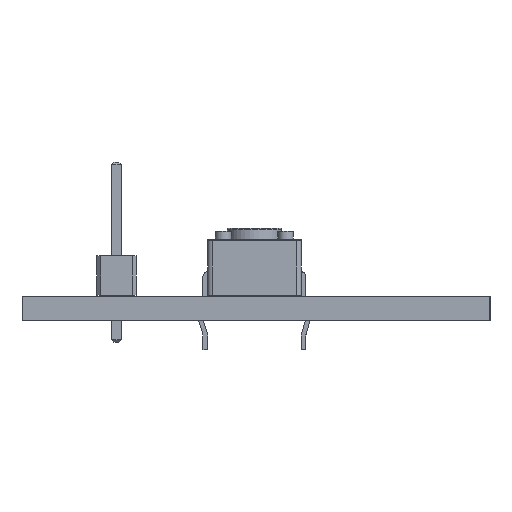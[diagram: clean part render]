
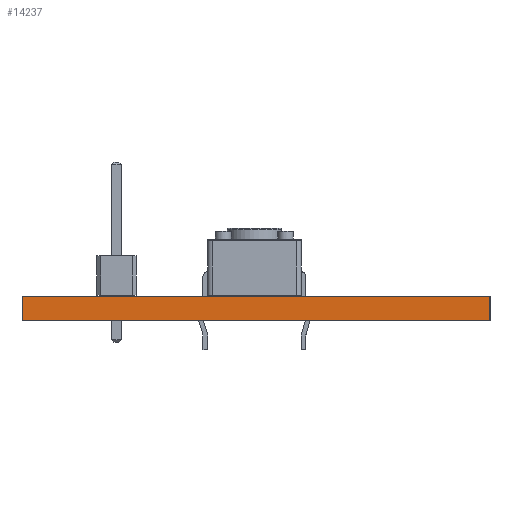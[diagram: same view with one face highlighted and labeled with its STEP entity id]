
A CAD part, left-side view. The second image highlights one B-rep face of the part: STEP entity #14237.
In plain terms, the highlighted planar face has unit normal (-1, 0, 0).
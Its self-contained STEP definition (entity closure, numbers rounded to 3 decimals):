
#14056 = PLANE('',#14057);
#14057 = AXIS2_PLACEMENT_3D('',#14058,#14059,#14060);
#14058 = CARTESIAN_POINT('',(165.,-95.,0.));
#14059 = DIRECTION('',(0.,-1.,0.));
#14060 = DIRECTION('',(-1.,0.,0.));
#14081 = VERTEX_POINT('',#14082);
#14082 = CARTESIAN_POINT('',(115.,-95.,1.58));
#14096 = PLANE('',#14097);
#14097 = AXIS2_PLACEMENT_3D('',#14098,#14099,#14100);
#14098 = CARTESIAN_POINT('',(140.,-80.,1.58));
#14099 = DIRECTION('',(-0.,-0.,-1.));
#14100 = DIRECTION('',(-1.,0.,0.));
#14108 = EDGE_CURVE('',#14109,#14081,#14111,.T.);
#14109 = VERTEX_POINT('',#14110);
#14110 = CARTESIAN_POINT('',(115.,-95.,0.));
#14111 = SURFACE_CURVE('',#14112,(#14116,#14123),.PCURVE_S1.);
#14112 = LINE('',#14113,#14114);
#14113 = CARTESIAN_POINT('',(115.,-95.,0.));
#14114 = VECTOR('',#14115,1.);
#14115 = DIRECTION('',(0.,0.,1.));
#14116 = PCURVE('',#14056,#14117);
#14117 = DEFINITIONAL_REPRESENTATION('',(#14118),#14122);
#14118 = LINE('',#14119,#14120);
#14119 = CARTESIAN_POINT('',(50.,0.));
#14120 = VECTOR('',#14121,1.);
#14121 = DIRECTION('',(0.,-1.));
#14122 = ( GEOMETRIC_REPRESENTATION_CONTEXT(2) 
PARAMETRIC_REPRESENTATION_CONTEXT() REPRESENTATION_CONTEXT('2D SPACE',''
  ) );
#14123 = PCURVE('',#14124,#14129);
#14124 = PLANE('',#14125);
#14125 = AXIS2_PLACEMENT_3D('',#14126,#14127,#14128);
#14126 = CARTESIAN_POINT('',(115.,-95.,0.));
#14127 = DIRECTION('',(-1.,0.,0.));
#14128 = DIRECTION('',(0.,1.,0.));
#14129 = DEFINITIONAL_REPRESENTATION('',(#14130),#14134);
#14130 = LINE('',#14131,#14132);
#14131 = CARTESIAN_POINT('',(0.,0.));
#14132 = VECTOR('',#14133,1.);
#14133 = DIRECTION('',(0.,-1.));
#14134 = ( GEOMETRIC_REPRESENTATION_CONTEXT(2) 
PARAMETRIC_REPRESENTATION_CONTEXT() REPRESENTATION_CONTEXT('2D SPACE',''
  ) );
#14150 = PLANE('',#14151);
#14151 = AXIS2_PLACEMENT_3D('',#14152,#14153,#14154);
#14152 = CARTESIAN_POINT('',(140.,-80.,0.));
#14153 = DIRECTION('',(-0.,-0.,-1.));
#14154 = DIRECTION('',(-1.,0.,0.));
#14183 = PLANE('',#14184);
#14184 = AXIS2_PLACEMENT_3D('',#14185,#14186,#14187);
#14185 = CARTESIAN_POINT('',(115.,-65.,0.));
#14186 = DIRECTION('',(0.,1.,0.));
#14187 = DIRECTION('',(1.,0.,0.));
#14237 = ADVANCED_FACE('',(#14238),#14124,.T.);
#14238 = FACE_BOUND('',#14239,.T.);
#14239 = EDGE_LOOP('',(#14240,#14241,#14264,#14287));
#14240 = ORIENTED_EDGE('',*,*,#14108,.T.);
#14241 = ORIENTED_EDGE('',*,*,#14242,.T.);
#14242 = EDGE_CURVE('',#14081,#14243,#14245,.T.);
#14243 = VERTEX_POINT('',#14244);
#14244 = CARTESIAN_POINT('',(115.,-65.,1.58));
#14245 = SURFACE_CURVE('',#14246,(#14250,#14257),.PCURVE_S1.);
#14246 = LINE('',#14247,#14248);
#14247 = CARTESIAN_POINT('',(115.,-95.,1.58));
#14248 = VECTOR('',#14249,1.);
#14249 = DIRECTION('',(0.,1.,0.));
#14250 = PCURVE('',#14124,#14251);
#14251 = DEFINITIONAL_REPRESENTATION('',(#14252),#14256);
#14252 = LINE('',#14253,#14254);
#14253 = CARTESIAN_POINT('',(0.,-1.58));
#14254 = VECTOR('',#14255,1.);
#14255 = DIRECTION('',(1.,0.));
#14256 = ( GEOMETRIC_REPRESENTATION_CONTEXT(2) 
PARAMETRIC_REPRESENTATION_CONTEXT() REPRESENTATION_CONTEXT('2D SPACE',''
  ) );
#14257 = PCURVE('',#14096,#14258);
#14258 = DEFINITIONAL_REPRESENTATION('',(#14259),#14263);
#14259 = LINE('',#14260,#14261);
#14260 = CARTESIAN_POINT('',(25.,-15.));
#14261 = VECTOR('',#14262,1.);
#14262 = DIRECTION('',(0.,1.));
#14263 = ( GEOMETRIC_REPRESENTATION_CONTEXT(2) 
PARAMETRIC_REPRESENTATION_CONTEXT() REPRESENTATION_CONTEXT('2D SPACE',''
  ) );
#14264 = ORIENTED_EDGE('',*,*,#14265,.F.);
#14265 = EDGE_CURVE('',#14266,#14243,#14268,.T.);
#14266 = VERTEX_POINT('',#14267);
#14267 = CARTESIAN_POINT('',(115.,-65.,0.));
#14268 = SURFACE_CURVE('',#14269,(#14273,#14280),.PCURVE_S1.);
#14269 = LINE('',#14270,#14271);
#14270 = CARTESIAN_POINT('',(115.,-65.,0.));
#14271 = VECTOR('',#14272,1.);
#14272 = DIRECTION('',(0.,0.,1.));
#14273 = PCURVE('',#14124,#14274);
#14274 = DEFINITIONAL_REPRESENTATION('',(#14275),#14279);
#14275 = LINE('',#14276,#14277);
#14276 = CARTESIAN_POINT('',(30.,0.));
#14277 = VECTOR('',#14278,1.);
#14278 = DIRECTION('',(0.,-1.));
#14279 = ( GEOMETRIC_REPRESENTATION_CONTEXT(2) 
PARAMETRIC_REPRESENTATION_CONTEXT() REPRESENTATION_CONTEXT('2D SPACE',''
  ) );
#14280 = PCURVE('',#14183,#14281);
#14281 = DEFINITIONAL_REPRESENTATION('',(#14282),#14286);
#14282 = LINE('',#14283,#14284);
#14283 = CARTESIAN_POINT('',(0.,0.));
#14284 = VECTOR('',#14285,1.);
#14285 = DIRECTION('',(0.,-1.));
#14286 = ( GEOMETRIC_REPRESENTATION_CONTEXT(2) 
PARAMETRIC_REPRESENTATION_CONTEXT() REPRESENTATION_CONTEXT('2D SPACE',''
  ) );
#14287 = ORIENTED_EDGE('',*,*,#14288,.F.);
#14288 = EDGE_CURVE('',#14109,#14266,#14289,.T.);
#14289 = SURFACE_CURVE('',#14290,(#14294,#14301),.PCURVE_S1.);
#14290 = LINE('',#14291,#14292);
#14291 = CARTESIAN_POINT('',(115.,-95.,0.));
#14292 = VECTOR('',#14293,1.);
#14293 = DIRECTION('',(0.,1.,0.));
#14294 = PCURVE('',#14124,#14295);
#14295 = DEFINITIONAL_REPRESENTATION('',(#14296),#14300);
#14296 = LINE('',#14297,#14298);
#14297 = CARTESIAN_POINT('',(0.,0.));
#14298 = VECTOR('',#14299,1.);
#14299 = DIRECTION('',(1.,0.));
#14300 = ( GEOMETRIC_REPRESENTATION_CONTEXT(2) 
PARAMETRIC_REPRESENTATION_CONTEXT() REPRESENTATION_CONTEXT('2D SPACE',''
  ) );
#14301 = PCURVE('',#14150,#14302);
#14302 = DEFINITIONAL_REPRESENTATION('',(#14303),#14307);
#14303 = LINE('',#14304,#14305);
#14304 = CARTESIAN_POINT('',(25.,-15.));
#14305 = VECTOR('',#14306,1.);
#14306 = DIRECTION('',(0.,1.));
#14307 = ( GEOMETRIC_REPRESENTATION_CONTEXT(2) 
PARAMETRIC_REPRESENTATION_CONTEXT() REPRESENTATION_CONTEXT('2D SPACE',''
  ) );
